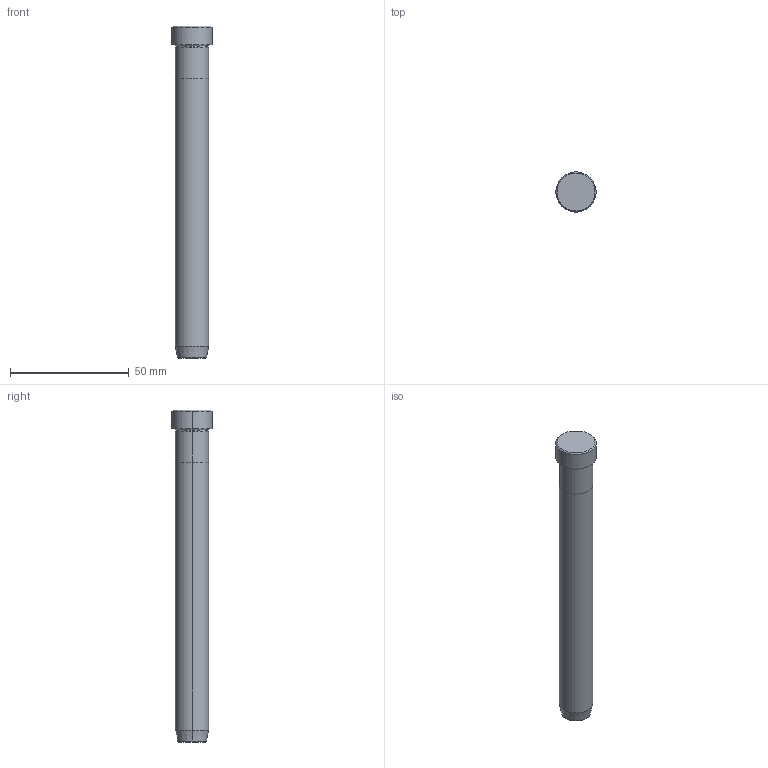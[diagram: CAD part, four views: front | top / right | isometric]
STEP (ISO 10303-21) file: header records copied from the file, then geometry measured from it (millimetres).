
FILE_DESCRIPTION (( 'STEP AP203' ), '1' );
FILE_NAME ('fa07.STEP', '2024-01-02T23:19:27', ( '' ), ( '' ), 'SwSTEP 2.0', 'SolidWorks 2019', '' );
FILE_SCHEMA (( 'CONFIG_CONTROL_DESIGN' ));
Length unit declared in the file: millimetre
Products named in the file (1): fa07
Bounding box: 17 x 17 x 140 mm (x, y, z)
Volume: 22018.2 mm3; surface area: 6948.2 mm2
Topology: 2 solids, 2 shells, 21 faces, 38 edges, 22 vertices
Faces by surface type: torus 6, cylinder 6, plane 5, cone 4
Entity records: 595 total; most frequent: DIRECTION 110, CARTESIAN_POINT 82, ORIENTED_EDGE 76, AXIS2_PLACEMENT_3D 50, EDGE_CURVE 38, CIRCLE 28, EDGE_LOOP 22, VERTEX_POINT 22
